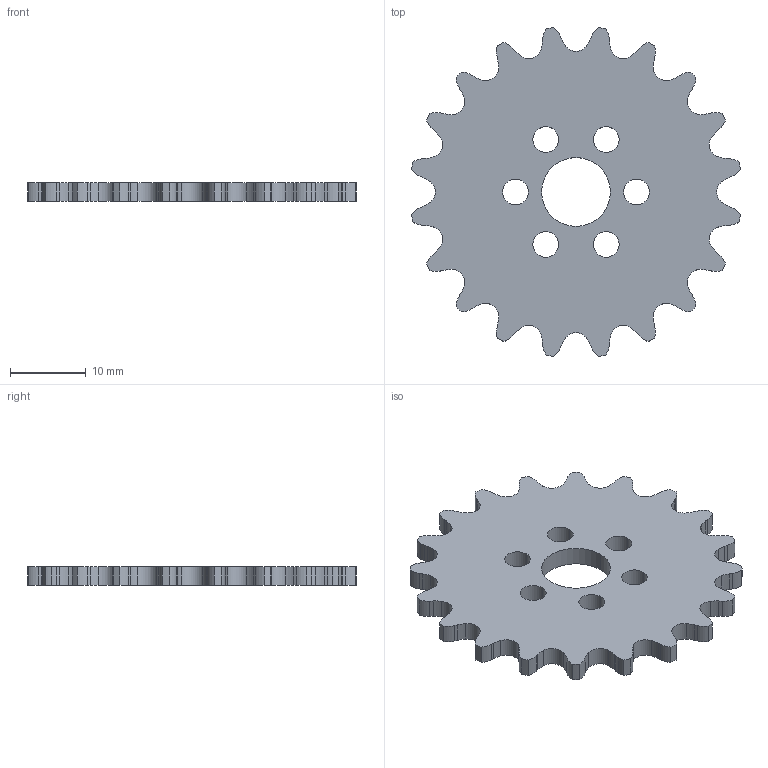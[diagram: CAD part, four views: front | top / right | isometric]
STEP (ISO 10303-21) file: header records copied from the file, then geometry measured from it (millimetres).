
FILE_DESCRIPTION (( 'STEP AP214' ), '1' );
FILE_NAME ('REV-41-1720 Sprocket, #25, 20T.STEP', '2019-06-19T14:46:34', ( '' ), ( '' ), 'SwSTEP 2.0', 'SolidWorks 2018', '' );
FILE_SCHEMA (( 'AUTOMOTIVE_DESIGN' ));
Length unit declared in the file: inch
Products named in the file (1): REV-41-1720 Sprocket, #25, 20T
Bounding box: 43.5 x 43.5 x 2.5 mm (x, y, z)
Volume: 2872.9 mm3; surface area: 3032.8 mm2
Topology: 1 solids, 1 shells, 185 faces, 549 edges, 366 vertices
Faces by surface type: cylinder 143, plane 42
Entity records: 6417 total; most frequent: DIRECTION 1207, CARTESIAN_POINT 1101, ORIENTED_EDGE 1098, EDGE_CURVE 549, AXIS2_PLACEMENT_3D 472, VERTEX_POINT 366, CIRCLE 286, LINE 263
